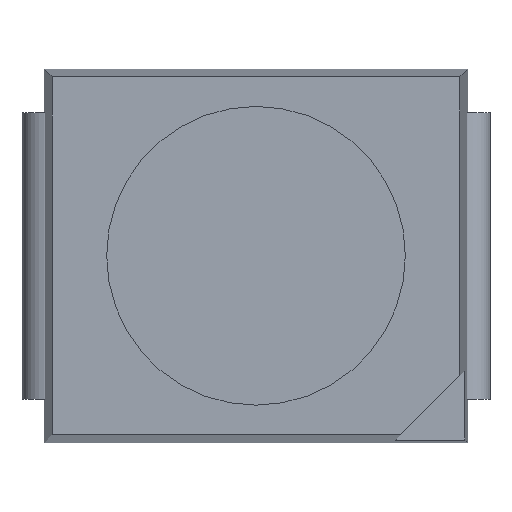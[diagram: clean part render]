
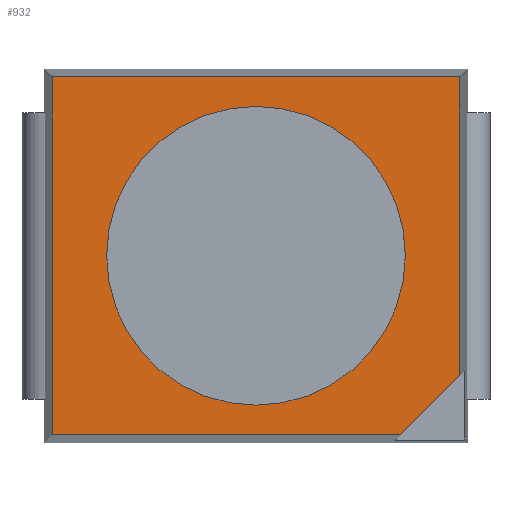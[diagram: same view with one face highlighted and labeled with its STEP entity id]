
A CAD part, top view. The second image highlights one B-rep face of the part: STEP entity #932.
In plain terms, the highlighted planar face has unit normal (0, 0, 1).
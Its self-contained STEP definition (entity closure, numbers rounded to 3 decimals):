
#35=FACE_BOUND('',#163,.T.);
#56=PLANE('',#1050);
#105=FACE_OUTER_BOUND('',#162,.T.);
#162=EDGE_LOOP('',(#682,#683,#684,#685,#686));
#163=EDGE_LOOP('',(#687,#688));
#218=LINE('',#1439,#324);
#219=LINE('',#1441,#325);
#220=LINE('',#1443,#326);
#221=LINE('',#1445,#327);
#222=LINE('',#1446,#328);
#324=VECTOR('',#1159,1000.);
#325=VECTOR('',#1160,1000.);
#326=VECTOR('',#1161,1000.);
#327=VECTOR('',#1162,1000.);
#328=VECTOR('',#1163,1000.);
#434=CIRCLE('',#1048,1.2);
#435=CIRCLE('',#1049,1.2);
#458=VERTEX_POINT('',#1431);
#459=VERTEX_POINT('',#1433);
#460=VERTEX_POINT('',#1437);
#461=VERTEX_POINT('',#1438);
#462=VERTEX_POINT('',#1440);
#463=VERTEX_POINT('',#1442);
#464=VERTEX_POINT('',#1444);
#544=EDGE_CURVE('',#459,#458,#434,.T.);
#545=EDGE_CURVE('',#458,#459,#435,.T.);
#546=EDGE_CURVE('',#460,#461,#218,.T.);
#547=EDGE_CURVE('',#461,#462,#219,.T.);
#548=EDGE_CURVE('',#462,#463,#220,.T.);
#549=EDGE_CURVE('',#463,#464,#221,.T.);
#550=EDGE_CURVE('',#464,#460,#222,.T.);
#682=ORIENTED_EDGE('',*,*,#546,.T.);
#683=ORIENTED_EDGE('',*,*,#547,.T.);
#684=ORIENTED_EDGE('',*,*,#548,.T.);
#685=ORIENTED_EDGE('',*,*,#549,.T.);
#686=ORIENTED_EDGE('',*,*,#550,.T.);
#687=ORIENTED_EDGE('',*,*,#544,.T.);
#688=ORIENTED_EDGE('',*,*,#545,.T.);
#932=ADVANCED_FACE('',(#105,#35),#56,.T.);
#1048=AXIS2_PLACEMENT_3D('',#1434,#1153,#1154);
#1049=AXIS2_PLACEMENT_3D('',#1435,#1155,#1156);
#1050=AXIS2_PLACEMENT_3D('',#1436,#1157,#1158);
#1153=DIRECTION('center_axis',(0.,0.,
-1.));
#1154=DIRECTION('ref_axis',(1.,0.,0.));
#1155=DIRECTION('center_axis',(0.,0.,
-1.));
#1156=DIRECTION('ref_axis',(1.,0.,0.));
#1157=DIRECTION('center_axis',(0.,0.,
1.));
#1158=DIRECTION('ref_axis',(1.,0.,0.));
#1159=DIRECTION('',(0.,-1.,0.));
#1160=DIRECTION('',(1.,0.,0.));
#1161=DIRECTION('',(0.707,0.707,0.));
#1162=DIRECTION('',(0.,1.,0.));
#1163=DIRECTION('',(-1.,0.,0.));
#1431=CARTESIAN_POINT('',(-1.2,0.,2.1));
#1433=CARTESIAN_POINT('',(1.2,0.,2.1));
#1434=CARTESIAN_POINT('Origin',(0.,0.,
2.1));
#1435=CARTESIAN_POINT('Origin',(0.,0.,
2.1));
#1436=CARTESIAN_POINT('Origin',(0.,0.,
2.1));
#1437=CARTESIAN_POINT('',(-1.637,1.437,2.1));
#1438=CARTESIAN_POINT('',(-1.637,-1.437,2.1));
#1439=CARTESIAN_POINT('',(-1.637,0.,2.1));
#1440=CARTESIAN_POINT('',(1.163,-1.437,2.1));
#1441=CARTESIAN_POINT('',(0.,-1.437,2.1));
#1442=CARTESIAN_POINT('',(1.637,-0.963,2.1));
#1443=CARTESIAN_POINT('',(1.163,-1.437,2.1));
#1444=CARTESIAN_POINT('',(1.637,1.437,2.1));
#1445=CARTESIAN_POINT('',(1.637,0.,2.1));
#1446=CARTESIAN_POINT('',(0.,1.437,2.1));
